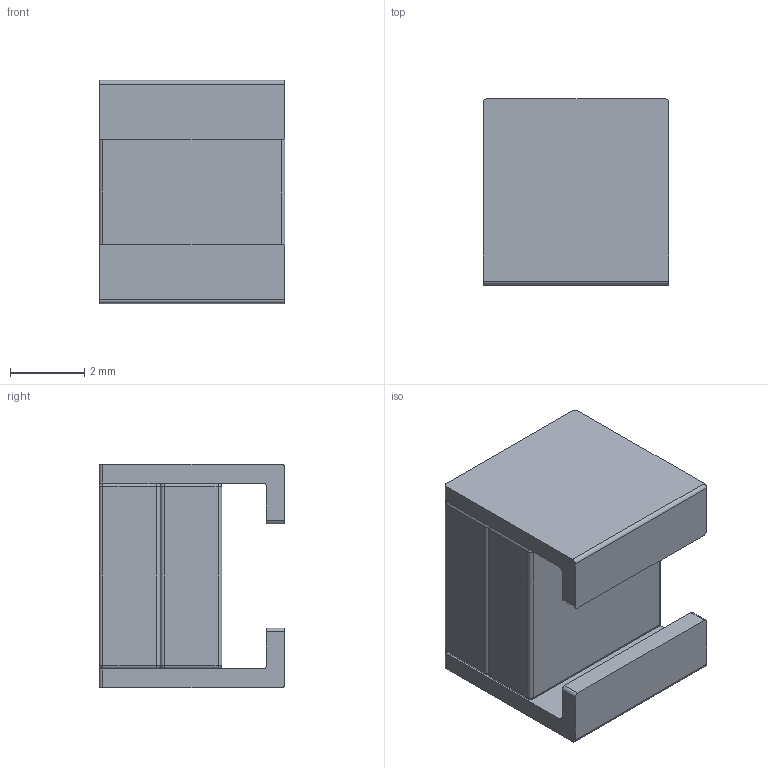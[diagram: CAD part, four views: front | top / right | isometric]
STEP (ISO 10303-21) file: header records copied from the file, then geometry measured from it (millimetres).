
FILE_SCHEMA (('AUTOMOTIVE_DESIGN { 1 0 10303 214 3 1 1 }'));
Length unit declared in the file: millimetre
Products named in the file (3): CKG57; CKG57_C; CKG57_F
Assembly tree (4 placements, depth 2):
  CKG57
    CKG57_C  x2
    CKG57_F  x2
Bounding box: 5 x 5 x 6 mm (x, y, z)
Volume: 112.8 mm3; surface area: 305.1 mm2
Topology: 4 solids, 4 shells, 80 faces, 168 edges, 96 vertices
Faces by surface type: cylinder 36, plane 28, sphere 16
Entity records: 1242 total; most frequent: DIRECTION 214, CARTESIAN_POINT 179, ORIENTED_EDGE 168, EDGE_CURVE 84, AXIS2_PLACEMENT_3D 83, LINE 48, VECTOR 48, VERTEX_POINT 48
